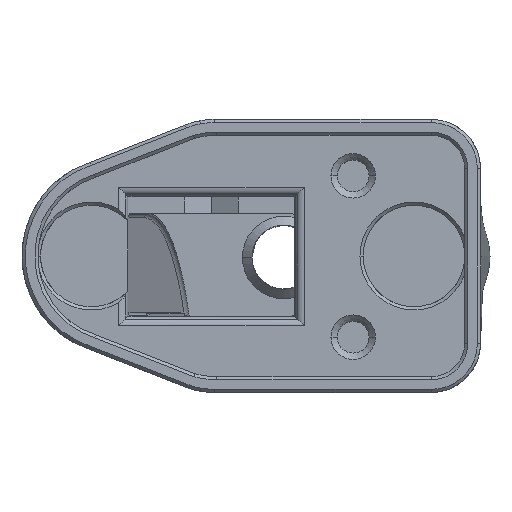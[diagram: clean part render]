
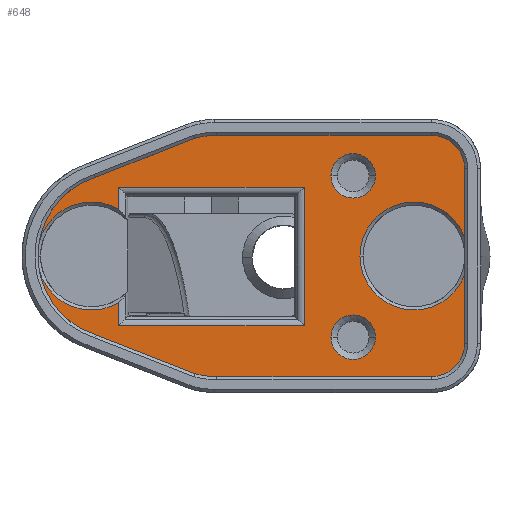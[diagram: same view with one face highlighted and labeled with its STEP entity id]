
A CAD part, top view. The second image highlights one B-rep face of the part: STEP entity #648.
In plain terms, the highlighted planar face has unit normal (0, 0, 1).
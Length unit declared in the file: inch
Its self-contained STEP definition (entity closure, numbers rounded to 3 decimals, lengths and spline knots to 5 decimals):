
#648=ADVANCED_FACE('',(#1284,#1285,#1286),#1287,.F.);
#1284=FACE_BOUND('',#3698,.T.);
#1285=FACE_OUTER_BOUND('',#3699,.T.);
#1286=FACE_BOUND('',#3700,.T.);
#1287=PLANE('',#3701);
#3698=EDGE_LOOP('',(#5534,#5535));
#3699=EDGE_LOOP('',(#5536,#5537,#5538,#5539,#5540,#5541,#5542,#5543,#5544,#5545,#5546,#5547,#5548,#5549,#5550,#5551,#5552,#5553,#5554,#5555,#5556));
#3700=EDGE_LOOP('',(#5557,#5558));
#3701=AXIS2_PLACEMENT_3D('',#5559,#5560,#5561);
#5534=ORIENTED_EDGE('',*,*,#5704,.F.);
#5535=ORIENTED_EDGE('',*,*,#6218,.F.);
#5536=ORIENTED_EDGE('',*,*,#6342,.F.);
#5537=ORIENTED_EDGE('',*,*,#5719,.F.);
#5538=ORIENTED_EDGE('',*,*,#6314,.F.);
#5539=ORIENTED_EDGE('',*,*,#6321,.F.);
#5540=ORIENTED_EDGE('',*,*,#6215,.F.);
#5541=ORIENTED_EDGE('',*,*,#6310,.F.);
#5542=ORIENTED_EDGE('',*,*,#5898,.F.);
#5543=ORIENTED_EDGE('',*,*,#6384,.F.);
#5544=ORIENTED_EDGE('',*,*,#6252,.F.);
#5545=ORIENTED_EDGE('',*,*,#5880,.F.);
#5546=ORIENTED_EDGE('',*,*,#6348,.F.);
#5547=ORIENTED_EDGE('',*,*,#6319,.F.);
#5548=ORIENTED_EDGE('',*,*,#6386,.F.);
#5549=ORIENTED_EDGE('',*,*,#6277,.F.);
#5550=ORIENTED_EDGE('',*,*,#6354,.F.);
#5551=ORIENTED_EDGE('',*,*,#6334,.F.);
#5552=ORIENTED_EDGE('',*,*,#6106,.F.);
#5553=ORIENTED_EDGE('',*,*,#6265,.F.);
#5554=ORIENTED_EDGE('',*,*,#6283,.F.);
#5555=ORIENTED_EDGE('',*,*,#6108,.F.);
#5556=ORIENTED_EDGE('',*,*,#5854,.F.);
#5557=ORIENTED_EDGE('',*,*,#5950,.F.);
#5558=ORIENTED_EDGE('',*,*,#6359,.F.);
#5559=CARTESIAN_POINT('',(-0.01215,0.00119,1.95947));
#5560=DIRECTION('',(0.0,0.,-1.0));
#5561=DIRECTION('',(1.0,0.0,0.0));
#5704=EDGE_CURVE('',#6484,#6480,#6486,.T.);
#5719=EDGE_CURVE('',#6511,#6513,#6514,.T.);
#5854=EDGE_CURVE('',#6750,#6752,#6753,.T.);
#5880=EDGE_CURVE('',#6792,#6794,#6795,.T.);
#5898=EDGE_CURVE('',#6821,#6823,#6824,.T.);
#5950=EDGE_CURVE('',#6904,#6902,#6906,.T.);
#6106=EDGE_CURVE('',#7135,#7137,#7138,.T.);
#6108=EDGE_CURVE('',#6752,#7127,#7140,.T.);
#6215=EDGE_CURVE('',#7272,#7274,#7275,.T.);
#6218=EDGE_CURVE('',#6480,#6484,#7278,.T.);
#6252=EDGE_CURVE('',#6794,#7319,#7320,.T.);
#6265=EDGE_CURVE('',#7332,#7135,#7334,.T.);
#6277=EDGE_CURVE('',#7348,#7350,#7351,.T.);
#6283=EDGE_CURVE('',#7127,#7332,#7357,.T.);
#6310=EDGE_CURVE('',#6823,#7272,#7387,.T.);
#6314=EDGE_CURVE('',#7390,#6511,#7392,.T.);
#6319=EDGE_CURVE('',#7396,#7398,#7399,.T.);
#6321=EDGE_CURVE('',#7274,#7390,#7401,.T.);
#6334=EDGE_CURVE('',#7137,#7415,#7416,.T.);
#6342=EDGE_CURVE('',#6513,#6750,#7425,.T.);
#6348=EDGE_CURVE('',#7398,#6792,#7431,.T.);
#6354=EDGE_CURVE('',#7415,#7348,#7437,.T.);
#6359=EDGE_CURVE('',#6902,#6904,#7442,.T.);
#6384=EDGE_CURVE('',#7319,#6821,#7464,.T.);
#6386=EDGE_CURVE('',#7350,#7396,#7466,.T.);
#6480=VERTEX_POINT('',#7610);
#6484=VERTEX_POINT('',#7615);
#6486=CIRCLE('',#7618,0.05512);
#6511=VERTEX_POINT('',#7664);
#6513=VERTEX_POINT('',#7667);
#6514=CIRCLE('',#7668,0.20117);
#6750=VERTEX_POINT('',#8147);
#6752=VERTEX_POINT('',#8150);
#6753=CIRCLE('',#8151,0.08268);
#6792=VERTEX_POINT('',#8233);
#6794=VERTEX_POINT('',#8244);
#6795=LINE('',#8245,#8246);
#6821=VERTEX_POINT('',#8280);
#6823=VERTEX_POINT('',#8282);
#6824=LINE('',#8283,#8284);
#6902=VERTEX_POINT('',#8477);
#6904=VERTEX_POINT('',#8480);
#6906=CIRCLE('',#8483,0.05512);
#7127=VERTEX_POINT('',#9141);
#7135=VERTEX_POINT('',#9161);
#7137=VERTEX_POINT('',#9172);
#7138=LINE('',#9173,#9174);
#7140=LINE('',#9177,#9178);
#7272=VERTEX_POINT('',#9548);
#7274=VERTEX_POINT('',#9559);
#7275=CIRCLE('',#9560,0.13386);
#7278=CIRCLE('',#9576,0.05512);
#7319=VERTEX_POINT('',#9665);
#7320=LINE('',#9666,#9667);
#7332=VERTEX_POINT('',#9703);
#7334=CIRCLE('',#9706,0.13386);
#7348=VERTEX_POINT('',#9751);
#7350=VERTEX_POINT('',#9754);
#7351=CIRCLE('',#9755,0.20079);
#7357=CIRCLE('',#9762,0.13386);
#7387=LINE('',#9819,#9820);
#7390=VERTEX_POINT('',#9823);
#7392=LINE('',#9826,#9827);
#7396=VERTEX_POINT('',#9831);
#7398=VERTEX_POINT('',#9834);
#7399=CIRCLE('',#9835,0.20472);
#7401=CIRCLE('',#9850,0.20472);
#7415=VERTEX_POINT('',#9897);
#7416=CIRCLE('',#9898,0.08268);
#7425=LINE('',#9927,#9928);
#7431=CIRCLE('',#9938,0.13386);
#7437=LINE('',#9949,#9950);
#7442=CIRCLE('',#9955,0.05512);
#7464=LINE('',#10003,#10004);
#7466=LINE('',#10006,#10007);
#7610=CARTESIAN_POINT('',(0.11693,-0.2,1.95947));
#7615=CARTESIAN_POINT('',(0.22717,-0.2,1.95947));
#7618=AXIS2_PLACEMENT_3D('',#10071,#10072,#10073);
#7664=CARTESIAN_POINT('',(-0.22103,0.29278,1.95947));
#7667=CARTESIAN_POINT('',(-0.16622,0.30039,1.95947));
#7668=AXIS2_PLACEMENT_3D('',#10083,#10084,#10085);
#8147=CARTESIAN_POINT('',(0.36576,0.30039,1.95947));
#8150=CARTESIAN_POINT('',(0.44844,0.21772,1.95947));
#8151=AXIS2_PLACEMENT_3D('',#10232,#10233,#10234);
#8233=CARTESIAN_POINT('',(-0.40978,-0.11448,1.95947));
#8244=CARTESIAN_POINT('',(-0.40978,-0.17199,1.95947));
#8245=CARTESIAN_POINT('',(-0.40978,-0.00961,1.95947));
#8246=VECTOR('',#10257,1.0);
#8280=CARTESIAN_POINT('',(0.05085,0.17199,1.95947));
#8282=CARTESIAN_POINT('',(-0.40978,0.17199,1.95947));
#8283=CARTESIAN_POINT('',(-0.09581,0.17199,1.95947));
#8284=VECTOR('',#10281,1.0);
#8477=CARTESIAN_POINT('',(0.11693,0.2,1.95947));
#8480=CARTESIAN_POINT('',(0.22717,0.2,1.95947));
#8483=AXIS2_PLACEMENT_3D('',#10337,#10338,#10339);
#9141=CARTESIAN_POINT('',(0.44844,0.04745,1.95947));
#9161=CARTESIAN_POINT('',(0.44844,-0.04509,1.95947));
#9172=CARTESIAN_POINT('',(0.44844,-0.21535,1.95947));
#9173=CARTESIAN_POINT('',(0.44844,0.21772,1.95947));
#9174=VECTOR('',#10418,1.0);
#9177=CARTESIAN_POINT('',(0.44844,0.21772,1.95947));
#9178=VECTOR('',#10420,1.0);
#9548=CARTESIAN_POINT('',(-0.40978,0.11684,1.95947));
#9559=CARTESIAN_POINT('',(-0.60682,0.03447,1.95947));
#9560=AXIS2_PLACEMENT_3D('',#10485,#10486,#10487);
#9576=AXIS2_PLACEMENT_3D('',#10488,#10489,#10490);
#9665=CARTESIAN_POINT('',(0.05085,-0.17199,1.95947));
#9666=CARTESIAN_POINT('',(0.00754,-0.17199,1.95947));
#9667=VECTOR('',#10511,1.0);
#9703=CARTESIAN_POINT('',(0.18898,0.00118,1.95947));
#9706=AXIS2_PLACEMENT_3D('',#10522,#10523,#10524);
#9751=CARTESIAN_POINT('',(-0.1657,-0.29803,1.95947));
#9754=CARTESIAN_POINT('',(-0.22041,-0.29044,1.95947));
#9755=AXIS2_PLACEMENT_3D('',#10530,#10531,#10532);
#9762=AXIS2_PLACEMENT_3D('',#10537,#10538,#10539);
#9819=CARTESIAN_POINT('',(-0.40978,-0.00961,1.95947));
#9820=VECTOR('',#10555,1.0);
#9823=CARTESIAN_POINT('',(-0.46629,0.19646,1.95947));
#9826=CARTESIAN_POINT('',(-0.46629,0.19646,1.95947));
#9827=VECTOR('',#10557,1.);
#9831=CARTESIAN_POINT('',(-0.46629,-0.1941,1.95947));
#9834=CARTESIAN_POINT('',(-0.60682,-0.0321,1.95947));
#9835=AXIS2_PLACEMENT_3D('',#10562,#10563,#10564);
#9850=AXIS2_PLACEMENT_3D('',#10565,#10566,#10567);
#9897=CARTESIAN_POINT('',(0.36576,-0.29803,1.95947));
#9898=AXIS2_PLACEMENT_3D('',#10572,#10573,#10574);
#9927=CARTESIAN_POINT('',(-0.16622,0.30039,1.95947));
#9928=VECTOR('',#10577,1.);
#9938=AXIS2_PLACEMENT_3D('',#10579,#10580,#10581);
#9949=CARTESIAN_POINT('',(0.36576,-0.29803,1.95947));
#9950=VECTOR('',#10582,1.0);
#9955=AXIS2_PLACEMENT_3D('',#10583,#10584,#10585);
#10003=CARTESIAN_POINT('',(0.05085,-0.00961,1.95947));
#10004=VECTOR('',#10591,1.0);
#10006=CARTESIAN_POINT('',(-0.22041,-0.29044,1.95947));
#10007=VECTOR('',#10592,1.0);
#10071=CARTESIAN_POINT('',(0.17205,-0.2,1.95947));
#10072=DIRECTION('',(0.0,0.,1.0));
#10073=DIRECTION('',(-1.0,-0.0,0.0));
#10083=CARTESIAN_POINT('',(-0.16622,0.09923,1.95947));
#10084=DIRECTION('',(0.0,0.,-1.0));
#10085=DIRECTION('',(-0.272,0.962,0.));
#10232=CARTESIAN_POINT('',(0.36576,0.21772,1.95947));
#10233=DIRECTION('',(0.0,0.,-1.0));
#10234=DIRECTION('',(0.,1.0,0.));
#10257=DIRECTION('',(0.0,-1.0,0.));
#10281=DIRECTION('',(-1.0,-0.0,0.0));
#10337=CARTESIAN_POINT('',(0.17205,0.2,1.95947));
#10338=DIRECTION('',(0.0,0.,1.0));
#10339=DIRECTION('',(-1.0,-0.0,0.0));
#10418=DIRECTION('',(0.0,-1.0,0.));
#10420=DIRECTION('',(0.0,-1.0,0.));
#10485=CARTESIAN_POINT('',(-0.47717,0.00118,1.95947));
#10486=DIRECTION('',(0.0,0.,1.0));
#10487=DIRECTION('',(-1.0,-0.0,0.0));
#10488=CARTESIAN_POINT('',(0.17205,-0.2,1.95947));
#10489=DIRECTION('',(0.0,0.,1.0));
#10490=DIRECTION('',(-1.0,-0.0,0.0));
#10511=DIRECTION('',(1.0,0.0,0.0));
#10522=CARTESIAN_POINT('',(0.32283,0.00118,1.95947));
#10523=DIRECTION('',(0.0,0.,1.0));
#10524=DIRECTION('',(-1.0,-0.0,0.0));
#10530=CARTESIAN_POINT('',(-0.1657,-0.09724,1.95947));
#10531=DIRECTION('',(0.,0.,-1.0));
#10532=DIRECTION('',(0.,-1.0,0.));
#10537=CARTESIAN_POINT('',(0.32283,0.00118,1.95947));
#10538=DIRECTION('',(0.0,0.,1.0));
#10539=DIRECTION('',(-1.0,-0.0,0.0));
#10555=DIRECTION('',(0.0,-1.0,0.));
#10557=DIRECTION('',(0.931,0.366,0.));
#10562=CARTESIAN_POINT('',(-0.40482,0.00118,1.95947));
#10563=DIRECTION('',(0.0,0.,-1.0));
#10564=DIRECTION('',(-0.3,-0.954,0.));
#10565=CARTESIAN_POINT('',(-0.40482,0.00118,1.95947));
#10566=DIRECTION('',(0.0,0.,-1.0));
#10567=DIRECTION('',(-0.3,-0.954,0.));
#10572=CARTESIAN_POINT('',(0.36576,-0.21535,1.95947));
#10573=DIRECTION('',(0.0,0.,-1.0));
#10574=DIRECTION('',(1.0,0.,0.));
#10577=DIRECTION('',(1.,0.,0.));
#10579=CARTESIAN_POINT('',(-0.47717,0.00118,1.95947));
#10580=DIRECTION('',(0.0,0.,1.0));
#10581=DIRECTION('',(-1.0,-0.0,0.0));
#10582=DIRECTION('',(-1.0,0.,0.));
#10583=CARTESIAN_POINT('',(0.17205,0.2,1.95947));
#10584=DIRECTION('',(0.0,0.,1.0));
#10585=DIRECTION('',(-1.0,-0.0,0.0));
#10591=DIRECTION('',(0.0,1.0,0.));
#10592=DIRECTION('',(-0.931,0.365,0.));
